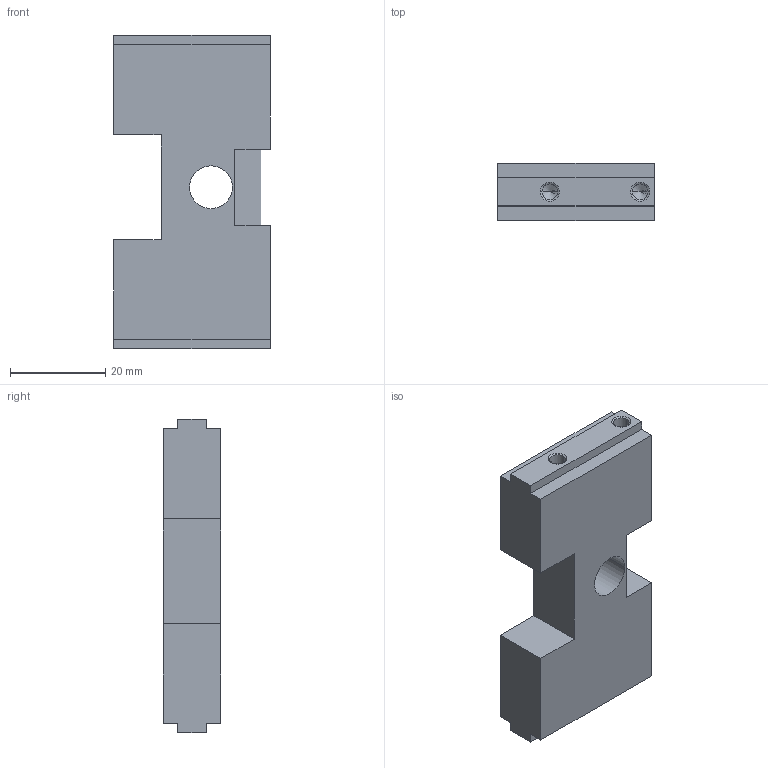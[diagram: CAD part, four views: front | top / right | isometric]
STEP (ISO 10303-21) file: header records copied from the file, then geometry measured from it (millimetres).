
FILE_DESCRIPTION(('Creo Elements/Direct Modeling STEP Export'),'2;1');
FILE_NAME('D00043519-1_000.stp','2022-04-18T10:34:17',(''),(''),'Creo Elements/Direct Modeling STEP processor for AP214 (Solid Model)','Creo Elements/Direct Modeling 20.1A 29-Sep-2018 (C) Parametric Technology GmbH','');
FILE_SCHEMA(('AUTOMOTIVE_DESIGN { 1 0 10303 214 1 1 1 1 }'));
Length unit declared in the file: millimetre
Products named in the file (1): 0304663_Joch-Platte mci 765_D00043519_000
Bounding box: 33 x 12 x 66 mm (x, y, z)
Volume: 20441 mm3; surface area: 7295.7 mm2
Topology: 1 solids, 1 shells, 60 faces, 147 edges, 86 vertices
Faces by surface type: plane 24, cylinder 20, cone 16
Entity records: 1633 total; most frequent: ORIENTED_EDGE 278, CARTESIAN_POINT 258, DIRECTION 245, EDGE_CURVE 139, VECTOR 99, LINE 99, VERTEX_POINT 86, AXIS2_PLACEMENT_3D 73
